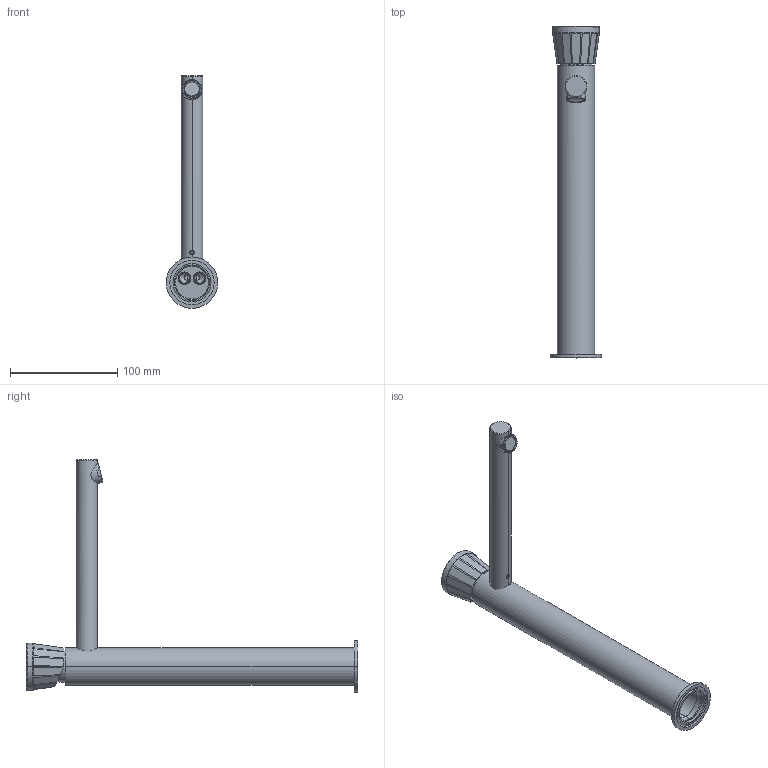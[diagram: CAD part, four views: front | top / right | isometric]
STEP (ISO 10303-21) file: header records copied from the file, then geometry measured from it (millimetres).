
FILE_DESCRIPTION((''),'2;1');
FILE_NAME('OIELLT904RO_ASM','2025-10-16T14:54:44',('Administrator'),(''),'CREO PARAMETRIC BY PTC INC, 2024493','CREO PARAMETRIC BY PTC INC, 2024493','');
FILE_SCHEMA(('CONFIG_CONTROL_DESIGN','SHAPE_APPEARANCE_LAYERS_GROUPS'));
Length unit declared in the file: millimetre
Products named in the file (10): OIBR00604; OIBR00607; OIVT00002; OIAR00063; OIBR00070; OIBR00947; OIBR00322; OIVT00003; OIAQ00013; OIELLT904RO_ASM
Assembly tree (9 placements, depth 2):
  OIELLT904RO_ASM
    OIBR00604
    OIBR00607
    OIVT00002
    OIAR00063
    OIBR00070
    OIBR00947
    OIBR00322
    OIVT00003
    OIAQ00013
Bounding box: 48 x 310.18 x 217.36 mm (x, y, z)
Volume: 198825.3 mm3; surface area: 91679.4 mm2
Topology: 9 solids, 19 shells, 371 faces, 868 edges, 534 vertices
Faces by surface type: cylinder 147, plane 111, cone 75, torus 22, bspline 10, sphere 6
Entity records: 15747 total; most frequent: CARTESIAN_POINT 3111, DIRECTION 1903, ORIENTED_EDGE 1668, PRESENTATION_STYLE_ASSIGNMENT 992, STYLED_ITEM 992, EDGE_CURVE 854, AXIS2_PLACEMENT_3D 785, CURVE_STYLE 766
